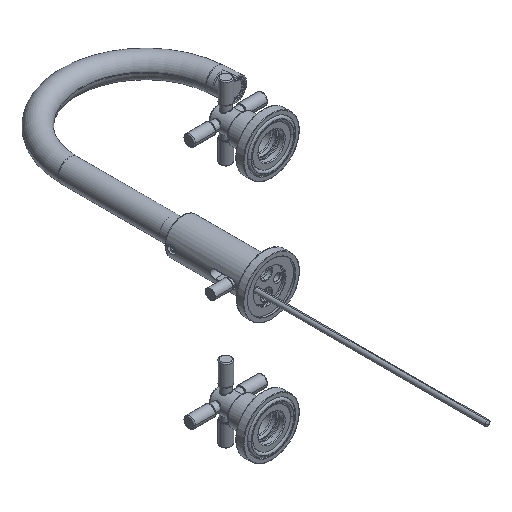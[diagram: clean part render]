
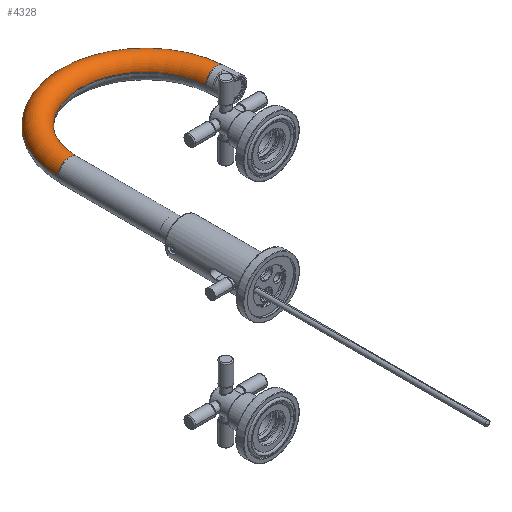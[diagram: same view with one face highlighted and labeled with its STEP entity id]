
A CAD part, isometric view. The second image highlights one B-rep face of the part: STEP entity #4328.
In plain terms, the highlighted toroidal (fillet/blend) face has major radius 74.869 mm and minor radius 11 mm.
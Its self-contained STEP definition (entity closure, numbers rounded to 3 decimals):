
#3839=CARTESIAN_POINT('',(0.,208.131,74.869));
#3840=DIRECTION('',(1.,0.,0.));
#3841=DIRECTION('',(0.,0.,-1.));
#3842=AXIS2_PLACEMENT_3D('',#3839,#3840,#3841);
#3854=CARTESIAN_POINT('',(0.,208.131,74.869));
#3855=DIRECTION('',(-1.,0.,0.));
#3856=DIRECTION('',(0.,0.07,0.998));
#3857=AXIS2_PLACEMENT_3D('',#3854,#3855,#3856);
#3859=CARTESIAN_POINT('',(0.,208.131,0.));
#3860=DIRECTION('',(0.,-1.,0.));
#3861=DIRECTION('',(0.,0.,1.));
#3862=AXIS2_PLACEMENT_3D('',#3859,#3860,#3861);
#3864=CARTESIAN_POINT('',(0.,208.131,0.));
#3865=DIRECTION('',(0.,-1.,0.));
#3866=DIRECTION('',(-0.063,0.,-0.998));
#3867=AXIS2_PLACEMENT_3D('',#3864,#3865,#3866);
#3869=CARTESIAN_POINT('',(0.,213.354,149.556));
#3870=DIRECTION('',(0.,-0.998,0.07));
#3871=DIRECTION('',(0.,0.07,0.998));
#3872=AXIS2_PLACEMENT_3D('',#3869,#3870,#3871);
#3874=CARTESIAN_POINT('',(0.,213.354,149.556));
#3875=DIRECTION('',(0.,-0.998,0.07));
#3876=DIRECTION('',(-0.063,0.07,0.996));
#3877=AXIS2_PLACEMENT_3D('',#3874,#3875,#3876);
#4153=CARTESIAN_POINT('',(0.,208.131,-11.));
#4154=VERTEX_POINT('',#4153);
#4155=CARTESIAN_POINT('',(-0.691,208.131,
-10.978));
#4156=VERTEX_POINT('',#4155);
#4157=CARTESIAN_POINT('',(0.,208.131,11.));
#4158=VERTEX_POINT('',#4157);
#4161=CARTESIAN_POINT('',(0.,212.586,138.583));
#4162=VERTEX_POINT('',#4161);
#4165=CARTESIAN_POINT('',(0.,214.121,160.529));
#4166=VERTEX_POINT('',#4165);
#4167=CARTESIAN_POINT('',(-0.691,214.119,
160.507));
#4168=VERTEX_POINT('',#4167);
#4313=CARTESIAN_POINT('',(0.,208.131,74.869));
#4314=DIRECTION('',(1.,0.,0.));
#4315=DIRECTION('',(0.,0.,1.));
#4316=AXIS2_PLACEMENT_3D('',#4313,#4314,#4315);
#4317=TOROIDAL_SURFACE('',#4316,74.869,11.);
#4318=ORIENTED_EDGE('',*,*,#4273,.T.);
#4319=ORIENTED_EDGE('',*,*,#4271,.T.);
#4320=ORIENTED_EDGE('',*,*,#4308,.F.);
#4322=ORIENTED_EDGE('',*,*,#4321,.T.);
#4324=ORIENTED_EDGE('',*,*,#4323,.T.);
#4325=ORIENTED_EDGE('',*,*,#4302,.F.);
#4326=EDGE_LOOP('',(#4318,#4319,#4320,#4322,#4324,#4325));
#4327=FACE_OUTER_BOUND('',#4326,.F.);
#4328=ADVANCED_FACE('',(#4327),#4317,.T.);
#3843=CIRCLE('',#3842,63.869);
#3858=CIRCLE('',#3857,85.869);
#3863=CIRCLE('',#3862,11.);
#3868=CIRCLE('',#3867,11.);
#3873=CIRCLE('',#3872,11.);
#3878=CIRCLE('',#3877,11.);
#4271=EDGE_CURVE('',#4156,#4154,#3868,.T.);
#4273=EDGE_CURVE('',#4158,#4156,#3863,.T.);
#4302=EDGE_CURVE('',#4158,#4162,#3843,.T.);
#4308=EDGE_CURVE('',#4166,#4154,#3858,.T.);
#4321=EDGE_CURVE('',#4166,#4168,#3873,.T.);
#4323=EDGE_CURVE('',#4168,#4162,#3878,.T.);
